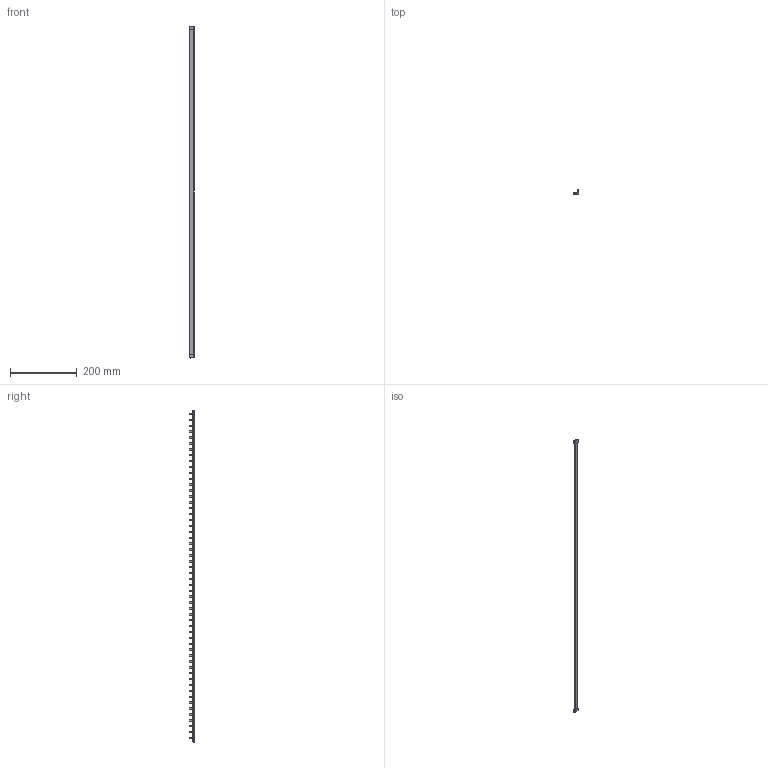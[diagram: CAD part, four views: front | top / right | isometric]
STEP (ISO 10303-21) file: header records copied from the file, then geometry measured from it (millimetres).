
FILE_DESCRIPTION (( 'STEP AP203' ), '1' );
FILE_NAME ('Monofaze Müþterek W Otomat Barasý - 56 Modül-- ONKA - 3015.STEP', '2020-08-14T07:47:02', ( '' ), ( '' ), 'SwSTEP 2.0', 'SolidWorks 2011', '' );
FILE_SCHEMA (( 'CONFIG_CONTROL_DESIGN' ));
Length unit declared in the file: millimetre
Products named in the file (1): Monofaze Müþterek W Otomat Barasý - 56 Modül-- ONKA - 3015
Bounding box: 14.83 x 15.93 x 991.8 mm (x, y, z)
Volume: 52794.8 mm3; surface area: 44578.3 mm2
Topology: 1 solids, 1 shells, 2261 faces, 6710 edges, 4463 vertices
Faces by surface type: plane 2089, cylinder 144, bspline 16, torus 12
Entity records: 75814 total; most frequent: CARTESIAN_POINT 15010, ORIENTED_EDGE 13420, DIRECTION 11445, EDGE_CURVE 6710, VECTOR 6369, LINE 6369, VERTEX_POINT 4463, AXIS2_PLACEMENT_3D 2538
